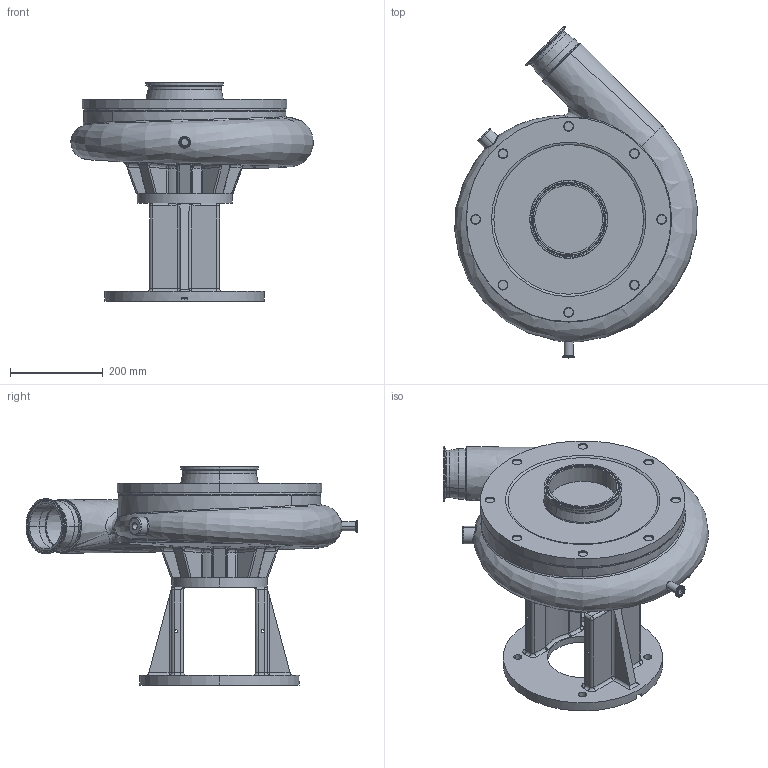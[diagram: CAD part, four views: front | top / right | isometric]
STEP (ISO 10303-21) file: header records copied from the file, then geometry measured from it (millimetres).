
FILE_DESCRIPTION (( 'STEP AP214' ), '1' );
FILE_NAME ('FPR 4001 320-405TC 45L 3-4 IN STR DRAIN.STEP', '2023-01-16T15:41:43', ( '' ), ( '' ), 'SwSTEP 2.0', 'SolidWorks 2021', '' );
FILE_SCHEMA (( 'AUTOMOTIVE_DESIGN' ));
Length unit declared in the file: millimetre
Products named in the file (1): FPR 4001 320-405TC 45L 3-4 IN STR DRAIN
Bounding box: 521.78 x 714.1 x 469.75 mm (x, y, z)
Volume: 25534117.8 mm3; surface area: 1678842.7 mm2
Topology: 1 solids, 1 shells, 523 faces, 1304 edges, 762 vertices
Faces by surface type: cylinder 191, plane 109, bspline 97, torus 60, cone 58, sphere 8
Entity records: 28360 total; most frequent: CARTESIAN_POINT 16517, ORIENTED_EDGE 2546, DIRECTION 2462, EDGE_CURVE 1273, AXIS2_PLACEMENT_3D 1035, VERTEX_POINT 762, CIRCLE 608, EDGE_LOOP 567
